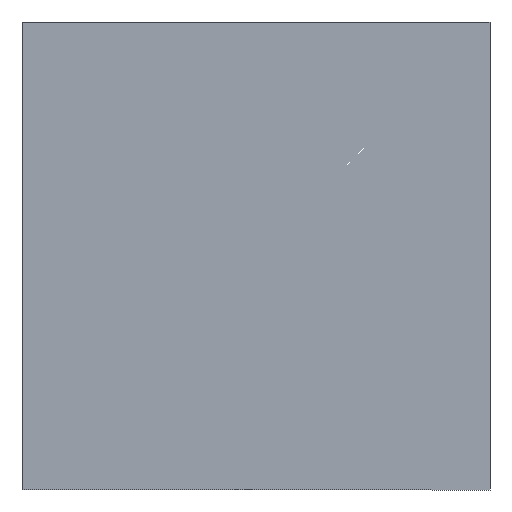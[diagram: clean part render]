
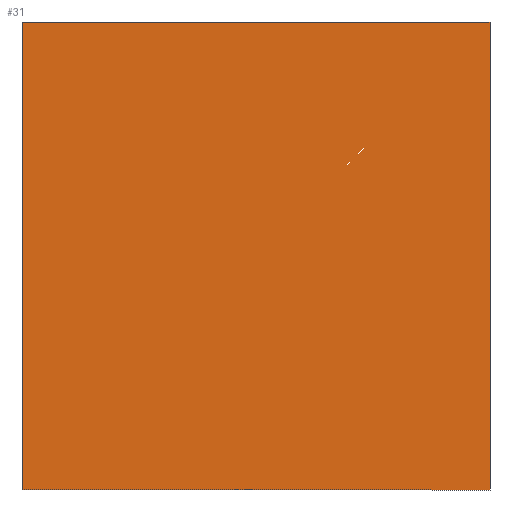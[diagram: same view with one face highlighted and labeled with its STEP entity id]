
A CAD part, front view. The second image highlights one B-rep face of the part: STEP entity #31.
In plain terms, the highlighted planar face has unit normal (0, -1, 0).
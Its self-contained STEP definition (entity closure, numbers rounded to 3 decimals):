
#4 = DIRECTION ( 'NONE',  ( 1., 0., 0. ) ) ;
#5 = CARTESIAN_POINT ( 'NONE',  ( 0.45, 0., 0.45 ) ) ;
#13 = AXIS2_PLACEMENT_3D ( 'NONE', #390, #194, #168 ) ;
#24 = EDGE_CURVE ( 'NONE', #399, #66, #405, .T. ) ;
#31 = ADVANCED_FACE ( 'NONE', ( #64 ), #263, .F. ) ;
#51 = VECTOR ( 'NONE', #252, 1000. ) ;
#64 = FACE_OUTER_BOUND ( 'NONE', #250, .T. ) ;
#66 = VERTEX_POINT ( 'NONE', #5 ) ;
#76 = DIRECTION ( 'NONE',  ( 0., 0., -1. ) ) ;
#91 = CARTESIAN_POINT ( 'NONE',  ( -0.45, 0., -0.45 ) ) ;
#102 = VECTOR ( 'NONE', #76, 1000. ) ;
#108 = DIRECTION ( 'NONE',  ( -1., 0., 0. ) ) ;
#109 = EDGE_CURVE ( 'NONE', #66, #345, #354, .T. ) ;
#119 = LINE ( 'NONE', #368, #282 ) ;
#120 = CARTESIAN_POINT ( 'NONE',  ( -0.45, 0., -0.45 ) ) ;
#160 = ORIENTED_EDGE ( 'NONE', *, *, #109, .F. ) ;
#168 = DIRECTION ( 'NONE',  ( 0., 0., 1. ) ) ;
#173 = EDGE_CURVE ( 'NONE', #345, #387, #119, .T. ) ;
#194 = DIRECTION ( 'NONE',  ( 0., 1., 0. ) ) ;
#224 = ORIENTED_EDGE ( 'NONE', *, *, #24, .F. ) ;
#226 = ORIENTED_EDGE ( 'NONE', *, *, #173, .F. ) ;
#250 = EDGE_LOOP ( 'NONE', ( #386, #226, #160, #224 ) ) ;
#252 = DIRECTION ( 'NONE',  ( 0., 0., 1. ) ) ;
#263 = PLANE ( 'NONE',  #13 ) ;
#271 = CARTESIAN_POINT ( 'NONE',  ( 0.45, 0., -0.45 ) ) ;
#282 = VECTOR ( 'NONE', #108, 1000. ) ;
#307 = LINE ( 'NONE', #120, #51 ) ;
#315 = CARTESIAN_POINT ( 'NONE',  ( -0.45, 0., 0.45 ) ) ;
#345 = VERTEX_POINT ( 'NONE', #347 ) ;
#347 = CARTESIAN_POINT ( 'NONE',  ( 0.45, 0., -0.45 ) ) ;
#354 = LINE ( 'NONE', #271, #102 ) ;
#358 = EDGE_CURVE ( 'NONE', #387, #399, #307, .T. ) ;
#361 = CARTESIAN_POINT ( 'NONE',  ( -0.45, 0., 0.45 ) ) ;
#368 = CARTESIAN_POINT ( 'NONE',  ( -0.45, 0., -0.45 ) ) ;
#386 = ORIENTED_EDGE ( 'NONE', *, *, #358, .F. ) ;
#387 = VERTEX_POINT ( 'NONE', #91 ) ;
#390 = CARTESIAN_POINT ( 'NONE',  ( 0., 0., 0. ) ) ;
#391 = VECTOR ( 'NONE', #4, 1000. ) ;
#399 = VERTEX_POINT ( 'NONE', #315 ) ;
#405 = LINE ( 'NONE', #361, #391 ) ;
